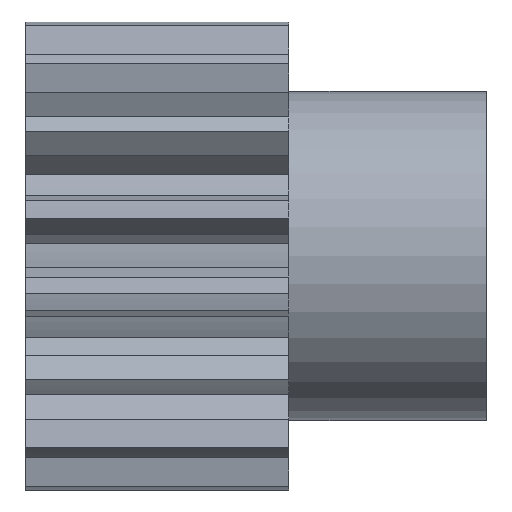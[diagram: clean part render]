
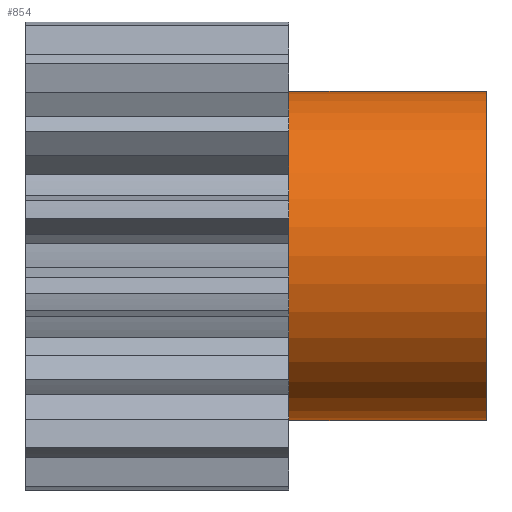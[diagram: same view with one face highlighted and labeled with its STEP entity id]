
A CAD part, top view. The second image highlights one B-rep face of the part: STEP entity #854.
In plain terms, the highlighted cylindrical face has radius 12.5 mm (diameter 25 mm), a partial arc.
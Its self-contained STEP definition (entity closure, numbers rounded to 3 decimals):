
#698 = EDGE_CURVE( '', #1250, #1386, #1934, .T. );
#762 = VERTEX_POINT( '', #2002 );
#854 = ADVANCED_FACE( '', ( #2103 ), #2104, .T. );
#1060 = EDGE_CURVE( '', #762, #1130, #2328, .T. );
#1130 = VERTEX_POINT( '', #2401 );
#1250 = VERTEX_POINT( '', #2531 );
#1292 = EDGE_CURVE( '', #1130, #1386, #2581, .T. );
#1386 = VERTEX_POINT( '', #2682 );
#1800 = EDGE_CURVE( '', #1250, #762, #3127, .T. );
#1934 = CIRCLE( '', #3278, 12.5 );
#2002 = CARTESIAN_POINT( '', ( 25., -12.5, 0. ) );
#2103 = FACE_OUTER_BOUND( '', #3512, .T. );
#2104 = CYLINDRICAL_SURFACE( '', #3513, 12.5 );
#2328 = CIRCLE( '', #3822, 12.5 );
#2401 = CARTESIAN_POINT( '', ( 25., 12.5, 0. ) );
#2531 = CARTESIAN_POINT( '', ( 10., -12.5, 0. ) );
#2581 = LINE( '', #4183, #4184 );
#2682 = CARTESIAN_POINT( '', ( 10., 12.5, 0. ) );
#3127 = LINE( '', #4959, #4960 );
#3278 = AXIS2_PLACEMENT_3D( '', #5133, #5134, #5135 );
#3512 = EDGE_LOOP( '', ( #5306, #5307, #5308, #5309 ) );
#3513 = AXIS2_PLACEMENT_3D( '', #5310, #5311, #5312 );
#3822 = AXIS2_PLACEMENT_3D( '', #5510, #5511, #5512 );
#4183 = CARTESIAN_POINT( '', ( 17.5, 12.5, 0. ) );
#4184 = VECTOR( '', #5843, 1. );
#4959 = CARTESIAN_POINT( '', ( 17.5, -12.5, 0. ) );
#4960 = VECTOR( '', #6433, 1. );
#5133 = CARTESIAN_POINT( '', ( 10., 0., 0. ) );
#5134 = DIRECTION( '', ( -1., 0., 0. ) );
#5135 = DIRECTION( '', ( 0., 1., 0. ) );
#5306 = ORIENTED_EDGE( '', *, *, #1292, .T. );
#5307 = ORIENTED_EDGE( '', *, *, #698, .F. );
#5308 = ORIENTED_EDGE( '', *, *, #1800, .T. );
#5309 = ORIENTED_EDGE( '', *, *, #1060, .T. );
#5310 = CARTESIAN_POINT( '', ( 17.5, 0., 0. ) );
#5311 = DIRECTION( '', ( 1., 0., 0. ) );
#5312 = DIRECTION( '', ( 0., 1., 0. ) );
#5510 = CARTESIAN_POINT( '', ( 25., 0., 0. ) );
#5511 = DIRECTION( '', ( -1., 0., 0. ) );
#5512 = DIRECTION( '', ( 0., 1., 0. ) );
#5843 = DIRECTION( '', ( -1., 0., 0. ) );
#6433 = DIRECTION( '', ( 1., 0., 0. ) );
